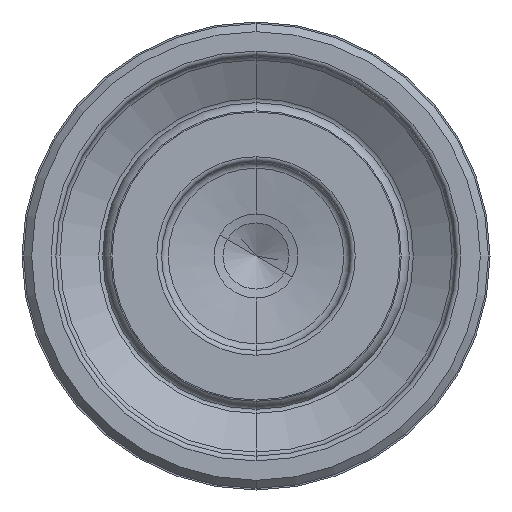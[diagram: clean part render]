
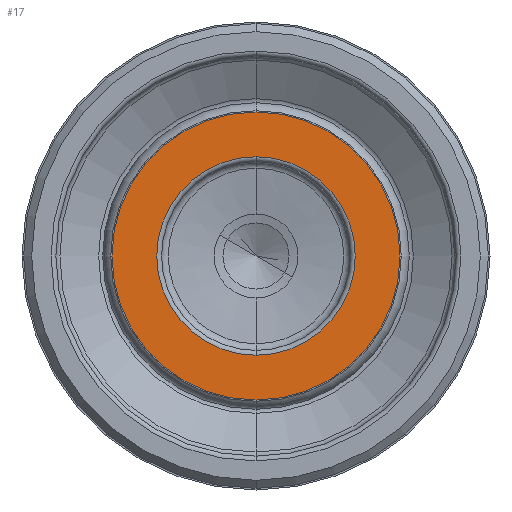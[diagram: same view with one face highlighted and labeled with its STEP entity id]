
A CAD part, front view. The second image highlights one B-rep face of the part: STEP entity #17.
In plain terms, the highlighted planar face has unit normal (0, -1, 0).
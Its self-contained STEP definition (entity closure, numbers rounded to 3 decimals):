
#17 = ADVANCED_FACE ( 'NONE', ( #717, #1666 ), #2282, .F. ) ;
#38 = DIRECTION ( 'NONE',  ( 0., 0., 1. ) ) ;
#211 = DIRECTION ( 'NONE',  ( 0., 1., 0. ) ) ;
#216 = AXIS2_PLACEMENT_3D ( 'NONE', #1343, #228, #1547 ) ;
#228 = DIRECTION ( 'NONE',  ( 0., -1., 0. ) ) ;
#272 = AXIS2_PLACEMENT_3D ( 'NONE', #1424, #304, #1618 ) ;
#290 = CIRCLE ( 'NONE', #1489, 6.15 ) ;
#304 = DIRECTION ( 'NONE',  ( 0., -1., 0. ) ) ;
#371 = EDGE_LOOP ( 'NONE', ( #1228, #2159 ) ) ;
#410 = CARTESIAN_POINT ( 'NONE',  ( 0., 8.365, 0. ) ) ;
#471 = EDGE_CURVE ( 'NONE', #1628, #1130, #290, .T. ) ;
#599 = DIRECTION ( 'NONE',  ( 0., 0., 1. ) ) ;
#682 = ORIENTED_EDGE ( 'NONE', *, *, #808, .T. ) ;
#717 = FACE_OUTER_BOUND ( 'NONE', #902, .T. ) ;
#770 = CARTESIAN_POINT ( 'NONE',  ( 5.85, 8.365, 0. ) ) ;
#808 = EDGE_CURVE ( 'NONE', #1668, #1882, #2079, .T. ) ;
#868 = CARTESIAN_POINT ( 'NONE',  ( 0., 8.365, 0. ) ) ;
#902 = EDGE_LOOP ( 'NONE', ( #682, #1222 ) ) ;
#1061 = DIRECTION ( 'NONE',  ( 0., 0., 1. ) ) ;
#1064 = EDGE_CURVE ( 'NONE', #1882, #1668, #2219, .T. ) ;
#1130 = VERTEX_POINT ( 'NONE', #1585 ) ;
#1197 = CARTESIAN_POINT ( 'NONE',  ( 0., 8.365, -8.923 ) ) ;
#1222 = ORIENTED_EDGE ( 'NONE', *, *, #1064, .T. ) ;
#1228 = ORIENTED_EDGE ( 'NONE', *, *, #471, .T. ) ;
#1343 = CARTESIAN_POINT ( 'NONE',  ( 0., 8.365, 0. ) ) ;
#1366 = CARTESIAN_POINT ( 'NONE',  ( 0., 8.365, 6.15 ) ) ;
#1424 = CARTESIAN_POINT ( 'NONE',  ( 0., 8.365, 0. ) ) ;
#1461 = AXIS2_PLACEMENT_3D ( 'NONE', #770, #211, #38 ) ;
#1489 = AXIS2_PLACEMENT_3D ( 'NONE', #868, #2196, #1061 ) ;
#1547 = DIRECTION ( 'NONE',  ( 0., 0., 1. ) ) ;
#1585 = CARTESIAN_POINT ( 'NONE',  ( 0., 8.365, -6.15 ) ) ;
#1618 = DIRECTION ( 'NONE',  ( 0., 0., 1. ) ) ;
#1628 = VERTEX_POINT ( 'NONE', #1366 ) ;
#1666 = FACE_BOUND ( 'NONE', #371, .T. ) ;
#1668 = VERTEX_POINT ( 'NONE', #1197 ) ;
#1725 = DIRECTION ( 'NONE',  ( 0., 1., 0. ) ) ;
#1882 = VERTEX_POINT ( 'NONE', #2090 ) ;
#1899 = CIRCLE ( 'NONE', #2138, 6.15 ) ;
#2079 = CIRCLE ( 'NONE', #272, 8.923 ) ;
#2090 = CARTESIAN_POINT ( 'NONE',  ( 0., 8.365, 8.923 ) ) ;
#2138 = AXIS2_PLACEMENT_3D ( 'NONE', #410, #1725, #599 ) ;
#2159 = ORIENTED_EDGE ( 'NONE', *, *, #2327, .T. ) ;
#2196 = DIRECTION ( 'NONE',  ( 0., 1., 0. ) ) ;
#2219 = CIRCLE ( 'NONE', #216, 8.923 ) ;
#2282 = PLANE ( 'NONE',  #1461 ) ;
#2327 = EDGE_CURVE ( 'NONE', #1130, #1628, #1899, .T. ) ;
